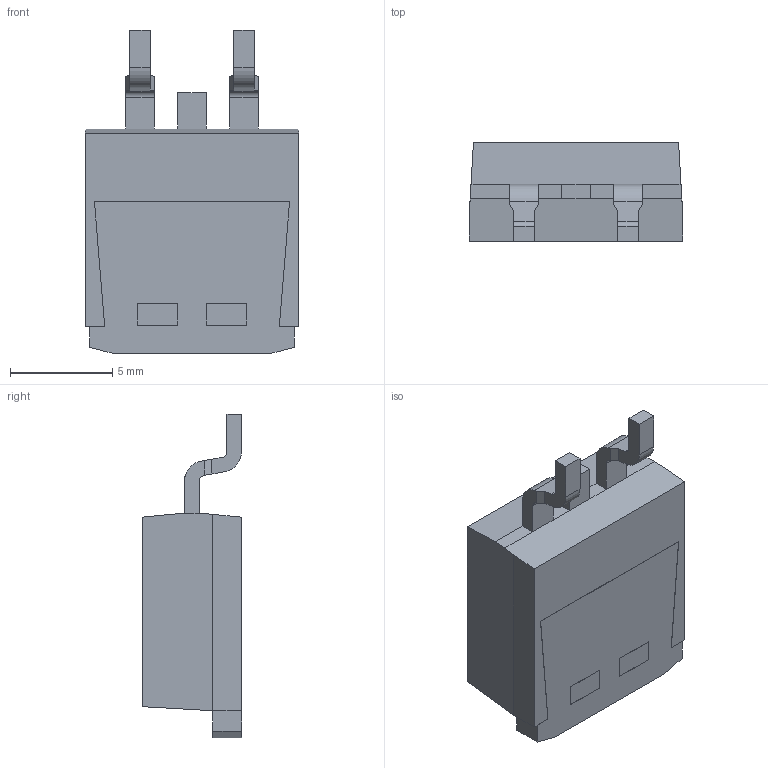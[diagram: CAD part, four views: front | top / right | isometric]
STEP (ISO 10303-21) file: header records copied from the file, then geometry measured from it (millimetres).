
FILE_DESCRIPTION((''),'2;1');
FILE_NAME('TO263-3_P5-08_L10-414_W4-826','2019-10-11T',('Dragos'),(''),'PRO/ENGINEER BY PARAMETRIC TECHNOLOGY CORPORATION, 2004440','PRO/ENGINEER BY PARAMETRIC TECHNOLOGY CORPORATION, 2004440','');
FILE_SCHEMA(('AUTOMOTIVE_DESIGN { 1 0 10303 214 1 1 1 1 }'));
Length unit declared in the file: millimetre
Products named in the file (1): TO263-3_P5-08_L10-414_W4-826
Bounding box: 10.41 x 4.84 x 15.8 mm (x, y, z)
Volume: 501.3 mm3; surface area: 465.8 mm2
Topology: 1 solids, 1 shells, 343 faces, 972 edges, 642 vertices
Faces by surface type: plane 335, cylinder 8
Entity records: 14081 total; most frequent: CARTESIAN_POINT 1959, ORIENTED_EDGE 1944, DIRECTION 1676, PRESENTATION_STYLE_ASSIGNMENT 993, STYLED_ITEM 974, CURVE_STYLE 973, EDGE_CURVE 972, VECTOR 956
